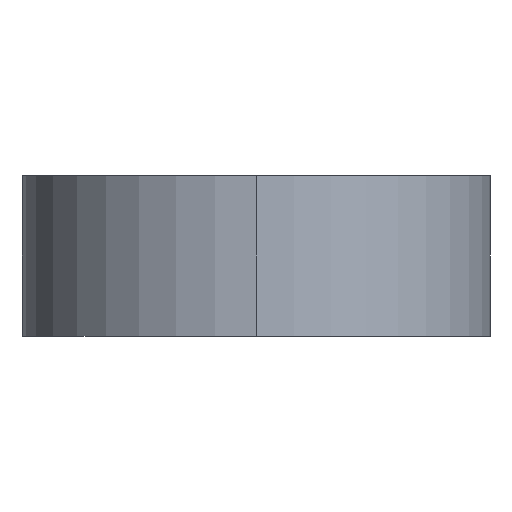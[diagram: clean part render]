
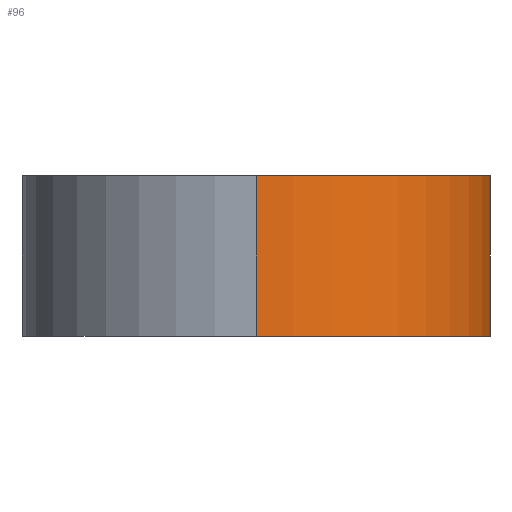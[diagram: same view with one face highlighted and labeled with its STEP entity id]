
A CAD part, left-side view. The second image highlights one B-rep face of the part: STEP entity #96.
In plain terms, the highlighted cylindrical face has radius 17.5 mm (diameter 35 mm), a partial arc.
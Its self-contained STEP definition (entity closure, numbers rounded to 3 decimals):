
#17 = CARTESIAN_POINT ( 'NONE',  ( -2.5, 2., 12. ) ) ;
#25 = ORIENTED_EDGE ( 'NONE', *, *, #2071, .T. ) ;
#67 = VERTEX_POINT ( 'NONE', #17 ) ;
#96 = ADVANCED_FACE ( 'NONE', ( #551 ), #104, .T. ) ;
#104 = CYLINDRICAL_SURFACE ( 'NONE', #345, 17.5 ) ;
#155 = DIRECTION ( 'NONE',  ( 1., 0., 0. ) ) ;
#170 = EDGE_CURVE ( 'NONE', #2042, #1338, #847, .T. ) ;
#345 = AXIS2_PLACEMENT_3D ( 'NONE', #885, #713, #2052 ) ;
#430 = ORIENTED_EDGE ( 'NONE', *, *, #1265, .F. ) ;
#461 = CARTESIAN_POINT ( 'NONE',  ( 15., 2., 12. ) ) ;
#551 = FACE_OUTER_BOUND ( 'NONE', #1669, .T. ) ;
#593 = CARTESIAN_POINT ( 'NONE',  ( 26.431, -11.251, 12. ) ) ;
#634 = DIRECTION ( 'NONE',  ( 1., 0., 0. ) ) ;
#713 = DIRECTION ( 'NONE',  ( 0., 0., -1. ) ) ;
#782 = ORIENTED_EDGE ( 'NONE', *, *, #170, .T. ) ;
#784 = DIRECTION ( 'NONE',  ( 0., 0., -1. ) ) ;
#847 = LINE ( 'NONE', #593, #2119 ) ;
#885 = CARTESIAN_POINT ( 'NONE',  ( 15., 2., 12. ) ) ;
#979 = CARTESIAN_POINT ( 'NONE',  ( 26.431, -11.251, 12. ) ) ;
#1006 = VERTEX_POINT ( 'NONE', #1299 ) ;
#1010 = LINE ( 'NONE', #1462, #1853 ) ;
#1093 = DIRECTION ( 'NONE',  ( 0., 0., 1. ) ) ;
#1168 = DIRECTION ( 'NONE',  ( 0., 0., 1. ) ) ;
#1184 = EDGE_CURVE ( 'NONE', #1006, #2042, #2057, .T. ) ;
#1265 = EDGE_CURVE ( 'NONE', #67, #1338, #1785, .T. ) ;
#1299 = CARTESIAN_POINT ( 'NONE',  ( -2.5, 2., 0. ) ) ;
#1338 = VERTEX_POINT ( 'NONE', #979 ) ;
#1339 = AXIS2_PLACEMENT_3D ( 'NONE', #2163, #1168, #155 ) ;
#1438 = ORIENTED_EDGE ( 'NONE', *, *, #1184, .T. ) ;
#1462 = CARTESIAN_POINT ( 'NONE',  ( -2.5, 2., 12. ) ) ;
#1624 = CARTESIAN_POINT ( 'NONE',  ( 26.431, -11.251, 0. ) ) ;
#1647 = DIRECTION ( 'NONE',  ( 0., 0., 1. ) ) ;
#1669 = EDGE_LOOP ( 'NONE', ( #430, #25, #1438, #782 ) ) ;
#1785 = CIRCLE ( 'NONE', #1891, 17.5 ) ;
#1853 = VECTOR ( 'NONE', #784, 1000. ) ;
#1891 = AXIS2_PLACEMENT_3D ( 'NONE', #461, #1647, #634 ) ;
#2042 = VERTEX_POINT ( 'NONE', #1624 ) ;
#2052 = DIRECTION ( 'NONE',  ( -1., 0., 0. ) ) ;
#2057 = CIRCLE ( 'NONE', #1339, 17.5 ) ;
#2071 = EDGE_CURVE ( 'NONE', #67, #1006, #1010, .T. ) ;
#2119 = VECTOR ( 'NONE', #1093, 1000. ) ;
#2163 = CARTESIAN_POINT ( 'NONE',  ( 15., 2., 0. ) ) ;
